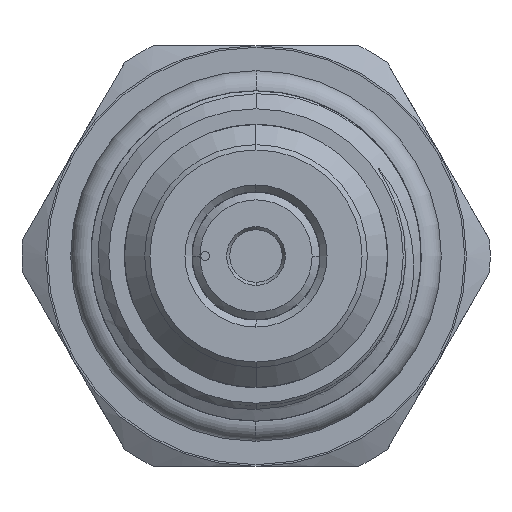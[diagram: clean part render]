
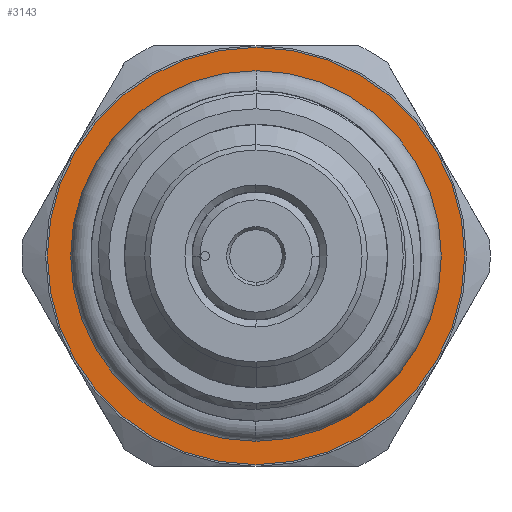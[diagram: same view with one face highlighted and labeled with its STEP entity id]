
A CAD part, left-side view. The second image highlights one B-rep face of the part: STEP entity #3143.
In plain terms, the highlighted planar face has unit normal (-1, 0, 0).
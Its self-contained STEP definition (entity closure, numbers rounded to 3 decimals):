
#16 = VERTEX_POINT ( 'NONE', #1292 ) ;
#325 = EDGE_CURVE ( 'NONE', #2483, #16, #4610, .T. ) ;
#428 = DIRECTION ( 'NONE',  ( -1., 0., 0. ) ) ;
#598 = PLANE ( 'NONE',  #9796 ) ;
#1292 = CARTESIAN_POINT ( 'NONE',  ( -37.924, 0., -8.895 ) ) ;
#1500 = DIRECTION ( 'NONE',  ( 0., 0., 1. ) ) ;
#1564 = AXIS2_PLACEMENT_3D ( 'NONE', #3909, #4670, #1500 ) ;
#1616 = ORIENTED_EDGE ( 'NONE', *, *, #10266, .T. ) ;
#1745 = AXIS2_PLACEMENT_3D ( 'NONE', #5313, #428, #6161 ) ;
#2224 = DIRECTION ( 'NONE',  ( 0., 0., 1. ) ) ;
#2398 = FACE_OUTER_BOUND ( 'NONE', #8130, .T. ) ;
#2483 = VERTEX_POINT ( 'NONE', #4460 ) ;
#3143 = ADVANCED_FACE ( 'NONE', ( #9732, #2398 ), #598, .T. ) ;
#3163 = ORIENTED_EDGE ( 'NONE', *, *, #9747, .T. ) ;
#3909 = CARTESIAN_POINT ( 'NONE',  ( -37.924, 0., 0. ) ) ;
#3989 = CARTESIAN_POINT ( 'NONE',  ( -37.924, 0., 0. ) ) ;
#4049 = DIRECTION ( 'NONE',  ( 0., 0., 1. ) ) ;
#4202 = EDGE_CURVE ( 'NONE', #10146, #5631, #10618, .T. ) ;
#4460 = CARTESIAN_POINT ( 'NONE',  ( -37.924, 0., 8.895 ) ) ;
#4610 = CIRCLE ( 'NONE', #6717, 8.895 ) ;
#4670 = DIRECTION ( 'NONE',  ( 1., 0., 0. ) ) ;
#5313 = CARTESIAN_POINT ( 'NONE',  ( -37.924, 0., 0. ) ) ;
#5452 = DIRECTION ( 'NONE',  ( -1., 0., 0. ) ) ;
#5586 = CARTESIAN_POINT ( 'NONE',  ( -37.924, 11.9, 0. ) ) ;
#5631 = VERTEX_POINT ( 'NONE', #9459 ) ;
#5830 = AXIS2_PLACEMENT_3D ( 'NONE', #3989, #10676, #9743 ) ;
#6161 = DIRECTION ( 'NONE',  ( 0., 0., 1. ) ) ;
#6193 = EDGE_LOOP ( 'NONE', ( #9438, #1616 ) ) ;
#6717 = AXIS2_PLACEMENT_3D ( 'NONE', #8234, #10414, #4049 ) ;
#7826 = ORIENTED_EDGE ( 'NONE', *, *, #4202, .T. ) ;
#7934 = CARTESIAN_POINT ( 'NONE',  ( -37.924, 0., -11.9 ) ) ;
#8130 = EDGE_LOOP ( 'NONE', ( #3163, #7826 ) ) ;
#8234 = CARTESIAN_POINT ( 'NONE',  ( -37.924, 0., 0. ) ) ;
#8675 = CIRCLE ( 'NONE', #5830, 11.9 ) ;
#8866 = CIRCLE ( 'NONE', #1564, 8.895 ) ;
#9438 = ORIENTED_EDGE ( 'NONE', *, *, #325, .T. ) ;
#9459 = CARTESIAN_POINT ( 'NONE',  ( -37.924, 0., 11.9 ) ) ;
#9732 = FACE_BOUND ( 'NONE', #6193, .T. ) ;
#9743 = DIRECTION ( 'NONE',  ( 0., 0., 1. ) ) ;
#9747 = EDGE_CURVE ( 'NONE', #5631, #10146, #8675, .T. ) ;
#9796 = AXIS2_PLACEMENT_3D ( 'NONE', #5586, #5452, #2224 ) ;
#10146 = VERTEX_POINT ( 'NONE', #7934 ) ;
#10266 = EDGE_CURVE ( 'NONE', #16, #2483, #8866, .T. ) ;
#10414 = DIRECTION ( 'NONE',  ( 1., 0., 0. ) ) ;
#10618 = CIRCLE ( 'NONE', #1745, 11.9 ) ;
#10676 = DIRECTION ( 'NONE',  ( -1., 0., 0. ) ) ;
